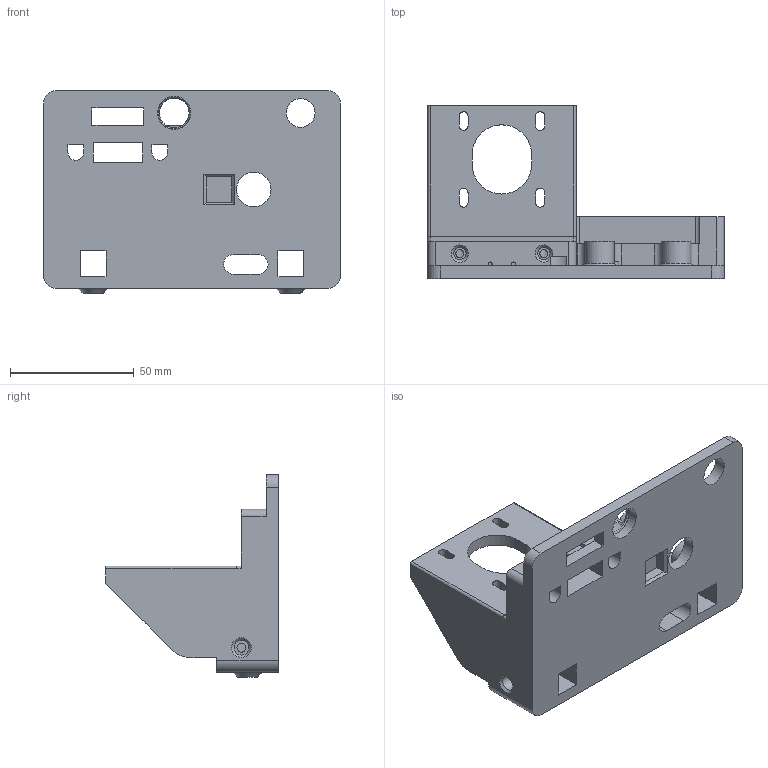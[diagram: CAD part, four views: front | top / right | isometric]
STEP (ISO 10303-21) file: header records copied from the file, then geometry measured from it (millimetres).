
FILE_DESCRIPTION(('FreeCAD Model'),'2;1');
FILE_NAME('Right Frame.step', '2017-10-18T17:47:04',('Author'),(''), 'Open CASCADE STEP processor 6.8','FreeCAD','Unknown');
FILE_SCHEMA(('AUTOMOTIVE_DESIGN_CC2 { 1 2 10303 214 -1 1 5 4 }'));
Length unit declared in the file: millimetre
Products named in the file (2): ASSEMBLY; Pocket043003047
Assembly tree (1 placements, depth 2):
  ASSEMBLY
    Pocket043003047
Bounding box: 120 x 70 x 82 mm (x, y, z)
Volume: 144134.2 mm3; surface area: 42753 mm2
Topology: 1 solids, 1 shells, 205 faces, 544 edges, 356 vertices
Faces by surface type: plane 126, cylinder 63, cone 16
Full cylindrical faces by diameter (mm): 1.6 x2, 3 x4, 3.2 x3, 3.6 x2, 5 x2, 6 x2, 11.6 x1, 12 x5, 13.4 x1, 14 x1
Entity records: 14085 total; most frequent: CARTESIAN_POINT 3256, DIRECTION 1997, LINE 1218, VECTOR 1218, ORIENTED_EDGE 1080, PCURVE 1080, DEFINITIONAL_REPRESENTATION 1080, EDGE_CURVE 540
